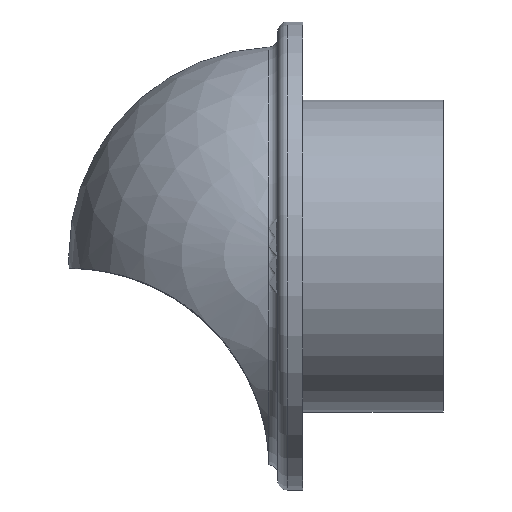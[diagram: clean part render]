
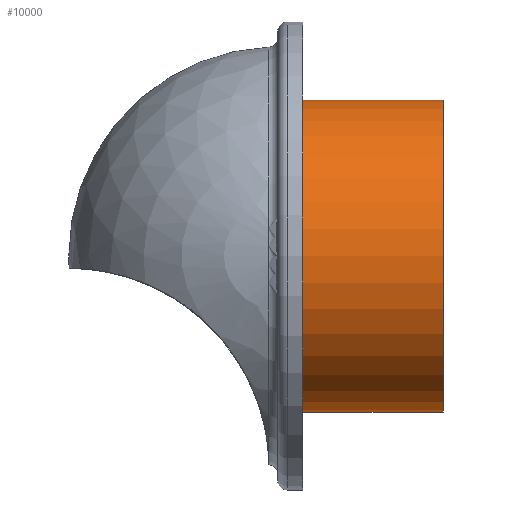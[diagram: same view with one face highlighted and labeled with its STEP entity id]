
A CAD part, top view. The second image highlights one B-rep face of the part: STEP entity #10000.
In plain terms, the highlighted cylindrical face has radius 50 mm (diameter 100 mm), a partial arc.
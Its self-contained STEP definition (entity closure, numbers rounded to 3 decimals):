
#14 = DIRECTION ( 'NONE',  ( -1., 0., 0. ) ) ;
#432 = AXIS2_PLACEMENT_3D ( 'NONE', #14532, #11524, #11383 ) ;
#763 = LINE ( 'NONE', #17185, #2703 ) ;
#1299 = DIRECTION ( 'NONE',  ( 0., -1., 0. ) ) ;
#2472 = EDGE_CURVE ( 'NONE', #15204, #11614, #19574, .T. ) ;
#2703 = VECTOR ( 'NONE', #6664, 1000. ) ;
#3006 = CARTESIAN_POINT ( 'NONE',  ( -75., 0., 0. ) ) ;
#3943 = ORIENTED_EDGE ( 'NONE', *, *, #2472, .F. ) ;
#4137 = CARTESIAN_POINT ( 'NONE',  ( 45., -50., 0. ) ) ;
#4783 = EDGE_CURVE ( 'NONE', #9200, #15386, #16356, .T. ) ;
#5114 = CARTESIAN_POINT ( 'NONE',  ( 0., -50., 0. ) ) ;
#6664 = DIRECTION ( 'NONE',  ( -1., 0., 0. ) ) ;
#7683 = DIRECTION ( 'NONE',  ( -1., 0., 0. ) ) ;
#8739 = EDGE_CURVE ( 'NONE', #15386, #11614, #13666, .T. ) ;
#8845 = VECTOR ( 'NONE', #19898, 1000. ) ;
#9002 = ORIENTED_EDGE ( 'NONE', *, *, #16620, .F. ) ;
#9200 = VERTEX_POINT ( 'NONE', #4137 ) ;
#9926 = AXIS2_PLACEMENT_3D ( 'NONE', #12112, #7683, #1299 ) ;
#10000 = ADVANCED_FACE ( 'NONE', ( #13614 ), #19333, .T. ) ;
#11383 = DIRECTION ( 'NONE',  ( 0., -1., 0. ) ) ;
#11524 = DIRECTION ( 'NONE',  ( -1., 0., 0. ) ) ;
#11541 = ORIENTED_EDGE ( 'NONE', *, *, #4783, .T. ) ;
#11614 = VERTEX_POINT ( 'NONE', #14179 ) ;
#12112 = CARTESIAN_POINT ( 'NONE',  ( 0., 0., 0. ) ) ;
#13614 = FACE_OUTER_BOUND ( 'NONE', #14815, .T. ) ;
#13666 = LINE ( 'NONE', #16826, #8845 ) ;
#14179 = CARTESIAN_POINT ( 'NONE',  ( 0., 50., 0. ) ) ;
#14532 = CARTESIAN_POINT ( 'NONE',  ( 45., 0., 0. ) ) ;
#14802 = AXIS2_PLACEMENT_3D ( 'NONE', #3006, #14, #15287 ) ;
#14815 = EDGE_LOOP ( 'NONE', ( #11541, #17324, #3943, #9002 ) ) ;
#15020 = CARTESIAN_POINT ( 'NONE',  ( 45., 50., 0. ) ) ;
#15204 = VERTEX_POINT ( 'NONE', #5114 ) ;
#15287 = DIRECTION ( 'NONE',  ( 0., -1., 0. ) ) ;
#15386 = VERTEX_POINT ( 'NONE', #15020 ) ;
#16356 = CIRCLE ( 'NONE', #432, 50. ) ;
#16620 = EDGE_CURVE ( 'NONE', #9200, #15204, #763, .T. ) ;
#16826 = CARTESIAN_POINT ( 'NONE',  ( -75., 50., 0. ) ) ;
#17185 = CARTESIAN_POINT ( 'NONE',  ( -75., -50., 0. ) ) ;
#17324 = ORIENTED_EDGE ( 'NONE', *, *, #8739, .T. ) ;
#19333 = CYLINDRICAL_SURFACE ( 'NONE', #14802, 50. ) ;
#19574 = CIRCLE ( 'NONE', #9926, 50. ) ;
#19898 = DIRECTION ( 'NONE',  ( -1., 0., 0. ) ) ;
